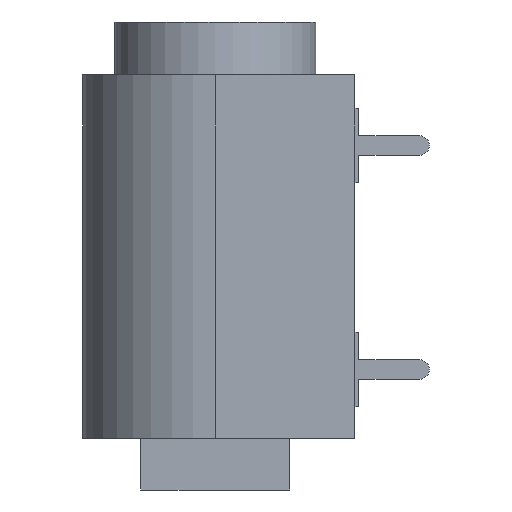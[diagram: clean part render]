
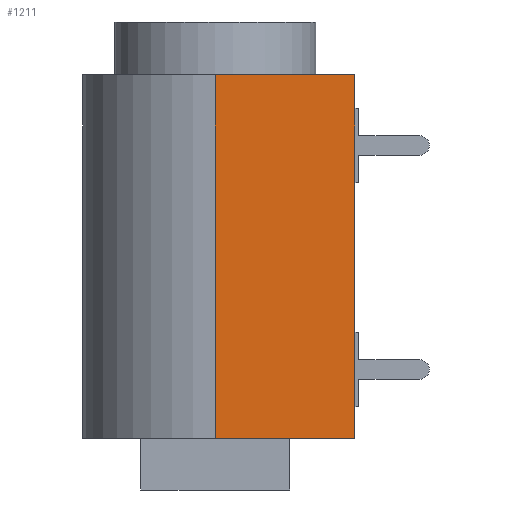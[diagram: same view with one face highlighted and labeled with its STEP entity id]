
A CAD part, left-side view. The second image highlights one B-rep face of the part: STEP entity #1211.
In plain terms, the highlighted planar face has unit normal (-1, 0, 0).
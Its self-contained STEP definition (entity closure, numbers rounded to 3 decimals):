
#32 = PLANE('',#33);
#33 = AXIS2_PLACEMENT_3D('',#34,#35,#36);
#34 = CARTESIAN_POINT('',(0.,0.,0.));
#35 = DIRECTION('',(0.,0.,1.));
#36 = DIRECTION('',(1.,0.,-0.));
#57 = VERTEX_POINT('',#58);
#58 = CARTESIAN_POINT('',(-9.1,0.22,0.));
#72 = PLANE('',#73);
#73 = AXIS2_PLACEMENT_3D('',#74,#75,#76);
#74 = CARTESIAN_POINT('',(-9.1,0.22,0.));
#75 = DIRECTION('',(0.,-1.,0.));
#76 = DIRECTION('',(1.,0.,0.));
#84 = EDGE_CURVE('',#85,#57,#87,.T.);
#85 = VERTEX_POINT('',#86);
#86 = CARTESIAN_POINT('',(-9.1,8.14,0.));
#87 = SURFACE_CURVE('',#88,(#92,#99),.PCURVE_S1.);
#88 = LINE('',#89,#90);
#89 = CARTESIAN_POINT('',(-9.1,8.14,0.));
#90 = VECTOR('',#91,1.);
#91 = DIRECTION('',(0.,-1.,0.));
#92 = PCURVE('',#32,#93);
#93 = DEFINITIONAL_REPRESENTATION('',(#94),#98);
#94 = LINE('',#95,#96);
#95 = CARTESIAN_POINT('',(-9.1,8.14));
#96 = VECTOR('',#97,1.);
#97 = DIRECTION('',(0.,-1.));
#98 = ( GEOMETRIC_REPRESENTATION_CONTEXT(2) 
PARAMETRIC_REPRESENTATION_CONTEXT() REPRESENTATION_CONTEXT('2D SPACE',''
  ) );
#99 = PCURVE('',#100,#105);
#100 = PLANE('',#101);
#101 = AXIS2_PLACEMENT_3D('',#102,#103,#104);
#102 = CARTESIAN_POINT('',(-9.1,8.14,0.));
#103 = DIRECTION('',(-1.,0.,0.));
#104 = DIRECTION('',(0.,-1.,0.));
#105 = DEFINITIONAL_REPRESENTATION('',(#106),#110);
#106 = LINE('',#107,#108);
#107 = CARTESIAN_POINT('',(0.,0.));
#108 = VECTOR('',#109,1.);
#109 = DIRECTION('',(1.,0.));
#110 = ( GEOMETRIC_REPRESENTATION_CONTEXT(2) 
PARAMETRIC_REPRESENTATION_CONTEXT() REPRESENTATION_CONTEXT('2D SPACE',''
  ) );
#128 = PLANE('',#129);
#129 = AXIS2_PLACEMENT_3D('',#130,#131,#132);
#130 = CARTESIAN_POINT('',(-7.53,8.14,0.));
#131 = DIRECTION('',(0.,1.,0.));
#132 = DIRECTION('',(-1.,0.,0.));
#883 = PLANE('',#884);
#884 = AXIS2_PLACEMENT_3D('',#885,#886,#887);
#885 = CARTESIAN_POINT('',(0.,0.,-20.61));
#886 = DIRECTION('',(0.,0.,1.));
#887 = DIRECTION('',(1.,0.,-0.));
#1167 = EDGE_CURVE('',#85,#1168,#1170,.T.);
#1168 = VERTEX_POINT('',#1169);
#1169 = CARTESIAN_POINT('',(-9.1,8.14,-20.61));
#1170 = SURFACE_CURVE('',#1171,(#1175,#1182),.PCURVE_S1.);
#1171 = LINE('',#1172,#1173);
#1172 = CARTESIAN_POINT('',(-9.1,8.14,0.));
#1173 = VECTOR('',#1174,1.);
#1174 = DIRECTION('',(0.,0.,-1.));
#1175 = PCURVE('',#128,#1176);
#1176 = DEFINITIONAL_REPRESENTATION('',(#1177),#1181);
#1177 = LINE('',#1178,#1179);
#1178 = CARTESIAN_POINT('',(1.57,0.));
#1179 = VECTOR('',#1180,1.);
#1180 = DIRECTION('',(0.,-1.));
#1181 = ( GEOMETRIC_REPRESENTATION_CONTEXT(2) 
PARAMETRIC_REPRESENTATION_CONTEXT() REPRESENTATION_CONTEXT('2D SPACE',''
  ) );
#1182 = PCURVE('',#100,#1183);
#1183 = DEFINITIONAL_REPRESENTATION('',(#1184),#1188);
#1184 = LINE('',#1185,#1186);
#1185 = CARTESIAN_POINT('',(0.,0.));
#1186 = VECTOR('',#1187,1.);
#1187 = DIRECTION('',(0.,-1.));
#1188 = ( GEOMETRIC_REPRESENTATION_CONTEXT(2) 
PARAMETRIC_REPRESENTATION_CONTEXT() REPRESENTATION_CONTEXT('2D SPACE',''
  ) );
#1211 = ADVANCED_FACE('',(#1212),#100,.T.);
#1212 = FACE_BOUND('',#1213,.F.);
#1213 = EDGE_LOOP('',(#1214,#1215,#1238,#1259));
#1214 = ORIENTED_EDGE('',*,*,#84,.T.);
#1215 = ORIENTED_EDGE('',*,*,#1216,.T.);
#1216 = EDGE_CURVE('',#57,#1217,#1219,.T.);
#1217 = VERTEX_POINT('',#1218);
#1218 = CARTESIAN_POINT('',(-9.1,0.22,-20.61));
#1219 = SURFACE_CURVE('',#1220,(#1224,#1231),.PCURVE_S1.);
#1220 = LINE('',#1221,#1222);
#1221 = CARTESIAN_POINT('',(-9.1,0.22,0.));
#1222 = VECTOR('',#1223,1.);
#1223 = DIRECTION('',(0.,0.,-1.));
#1224 = PCURVE('',#100,#1225);
#1225 = DEFINITIONAL_REPRESENTATION('',(#1226),#1230);
#1226 = LINE('',#1227,#1228);
#1227 = CARTESIAN_POINT('',(7.92,0.));
#1228 = VECTOR('',#1229,1.);
#1229 = DIRECTION('',(0.,-1.));
#1230 = ( GEOMETRIC_REPRESENTATION_CONTEXT(2) 
PARAMETRIC_REPRESENTATION_CONTEXT() REPRESENTATION_CONTEXT('2D SPACE',''
  ) );
#1231 = PCURVE('',#72,#1232);
#1232 = DEFINITIONAL_REPRESENTATION('',(#1233),#1237);
#1233 = LINE('',#1234,#1235);
#1234 = CARTESIAN_POINT('',(0.,0.));
#1235 = VECTOR('',#1236,1.);
#1236 = DIRECTION('',(0.,-1.));
#1237 = ( GEOMETRIC_REPRESENTATION_CONTEXT(2) 
PARAMETRIC_REPRESENTATION_CONTEXT() REPRESENTATION_CONTEXT('2D SPACE',''
  ) );
#1238 = ORIENTED_EDGE('',*,*,#1239,.F.);
#1239 = EDGE_CURVE('',#1168,#1217,#1240,.T.);
#1240 = SURFACE_CURVE('',#1241,(#1245,#1252),.PCURVE_S1.);
#1241 = LINE('',#1242,#1243);
#1242 = CARTESIAN_POINT('',(-9.1,8.14,-20.61));
#1243 = VECTOR('',#1244,1.);
#1244 = DIRECTION('',(0.,-1.,0.));
#1245 = PCURVE('',#100,#1246);
#1246 = DEFINITIONAL_REPRESENTATION('',(#1247),#1251);
#1247 = LINE('',#1248,#1249);
#1248 = CARTESIAN_POINT('',(0.,-20.61));
#1249 = VECTOR('',#1250,1.);
#1250 = DIRECTION('',(1.,0.));
#1251 = ( GEOMETRIC_REPRESENTATION_CONTEXT(2) 
PARAMETRIC_REPRESENTATION_CONTEXT() REPRESENTATION_CONTEXT('2D SPACE',''
  ) );
#1252 = PCURVE('',#883,#1253);
#1253 = DEFINITIONAL_REPRESENTATION('',(#1254),#1258);
#1254 = LINE('',#1255,#1256);
#1255 = CARTESIAN_POINT('',(-9.1,8.14));
#1256 = VECTOR('',#1257,1.);
#1257 = DIRECTION('',(0.,-1.));
#1258 = ( GEOMETRIC_REPRESENTATION_CONTEXT(2) 
PARAMETRIC_REPRESENTATION_CONTEXT() REPRESENTATION_CONTEXT('2D SPACE',''
  ) );
#1259 = ORIENTED_EDGE('',*,*,#1167,.F.);
